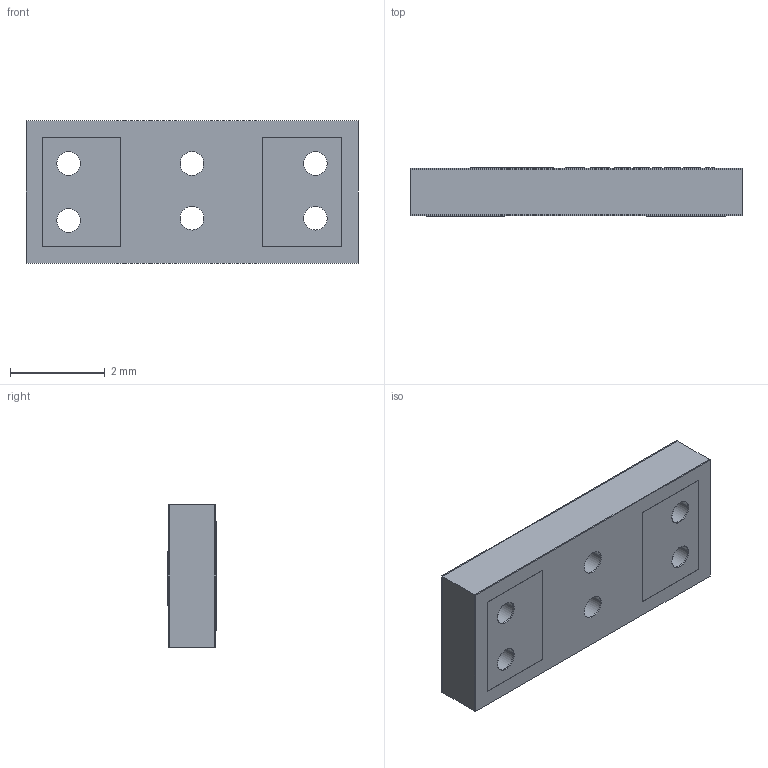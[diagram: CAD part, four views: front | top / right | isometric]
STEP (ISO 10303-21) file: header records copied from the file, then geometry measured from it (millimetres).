
FILE_DESCRIPTION (( 'STEP AP214' ), '1' );
FILE_NAME ('NN02-201.STEP', '2021-02-03T16:16:42', ( '' ), ( '' ), 'SwSTEP 2.0', 'SolidWorks 2017', '' );
FILE_SCHEMA (( 'AUTOMOTIVE_DESIGN' ));
Length unit declared in the file: millimetre
Products named in the file (1): NN02-201
Bounding box: 7 x 1.02 x 3 mm (x, y, z)
Volume: 19.9 mm3; surface area: 161.1 mm2
Topology: 7 solids, 7 shells, 267 faces, 726 edges, 484 vertices
Faces by surface type: plane 143, bspline 76, cylinder 48
Entity records: 9020 total; most frequent: CARTESIAN_POINT 2482, ORIENTED_EDGE 1452, DIRECTION 1054, EDGE_CURVE 726, VERTEX_POINT 484, VECTOR 478, LINE 478, EDGE_LOOP 340
